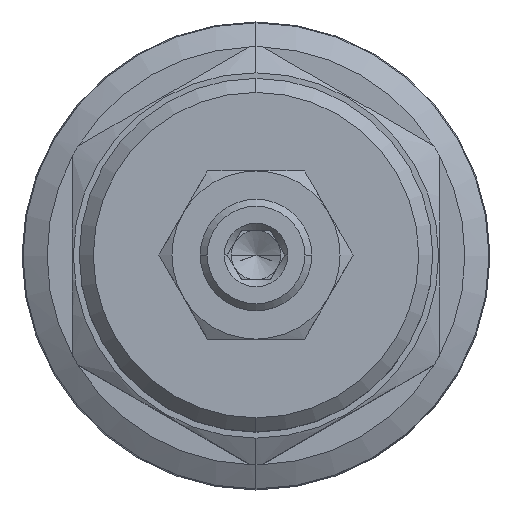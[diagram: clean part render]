
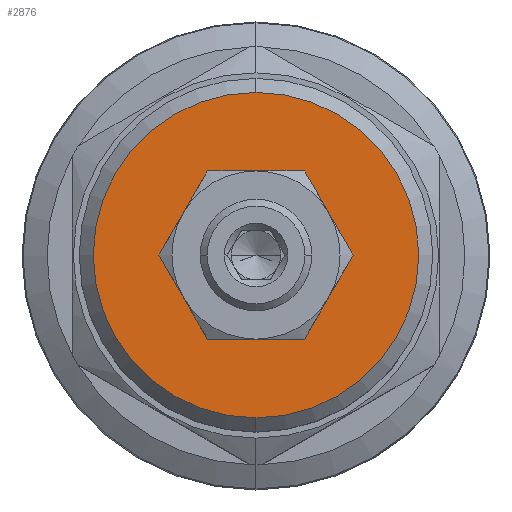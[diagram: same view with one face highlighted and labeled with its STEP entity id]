
A CAD part, top view. The second image highlights one B-rep face of the part: STEP entity #2876.
In plain terms, the highlighted planar face has unit normal (0, 0, 1).
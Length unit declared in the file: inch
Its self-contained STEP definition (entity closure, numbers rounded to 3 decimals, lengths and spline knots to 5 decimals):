
#269=CARTESIAN_POINT('',(0.,0.,5.625));
#270=DIRECTION('',(0.,0.,1.));
#271=DIRECTION('',(0.,-1.,0.));
#272=AXIS2_PLACEMENT_3D('',#269,#270,#271);
#287=CARTESIAN_POINT('',(0.,0.,5.625));
#288=DIRECTION('',(0.,0.,1.));
#289=DIRECTION('',(0.867,-0.498,0.));
#290=AXIS2_PLACEMENT_3D('',#287,#288,#289);
#292=DIRECTION('',(-0.5,0.866,0.));
#293=VECTOR('',#292,0.00179);
#294=CARTESIAN_POINT('',(0.32218,0.18497,5.625));
#295=LINE('',#294,#293);
#296=CARTESIAN_POINT('',(0.,0.,5.625));
#297=DIRECTION('',(0.,0.,1.));
#298=DIRECTION('',(0.865,0.502,0.));
#299=AXIS2_PLACEMENT_3D('',#296,#297,#298);
#301=DIRECTION('',(-1.,0.,0.));
#302=VECTOR('',#301,0.00179);
#303=CARTESIAN_POINT('',(0.0009,0.3715,5.625));
#304=LINE('',#303,#302);
#305=CARTESIAN_POINT('',(0.,0.,5.625));
#306=DIRECTION('',(0.,0.,1.));
#307=DIRECTION('',(-0.002,1.,0.));
#308=AXIS2_PLACEMENT_3D('',#305,#306,#307);
#310=DIRECTION('',(-0.5,-0.866,0.));
#311=VECTOR('',#310,0.00179);
#312=CARTESIAN_POINT('',(-0.32128,0.18653,5.625));
#313=LINE('',#312,#311);
#314=CARTESIAN_POINT('',(0.,0.,5.625));
#315=DIRECTION('',(0.,0.,1.));
#316=DIRECTION('',(-0.867,0.498,0.));
#317=AXIS2_PLACEMENT_3D('',#314,#315,#316);
#319=DIRECTION('',(0.5,-0.866,0.));
#320=VECTOR('',#319,0.00179);
#321=CARTESIAN_POINT('',(-0.32218,-0.18497,5.625));
#322=LINE('',#321,#320);
#323=CARTESIAN_POINT('',(0.,0.,5.625));
#324=DIRECTION('',(0.,0.,1.));
#325=DIRECTION('',(-0.865,-0.502,0.));
#326=AXIS2_PLACEMENT_3D('',#323,#324,#325);
#328=DIRECTION('',(1.,0.,0.));
#329=VECTOR('',#328,0.00179);
#330=CARTESIAN_POINT('',(-0.0009,-0.3715,5.625));
#331=LINE('',#330,#329);
#332=CARTESIAN_POINT('',(0.,0.,5.625));
#333=DIRECTION('',(0.,0.,1.));
#334=DIRECTION('',(0.002,-1.,0.));
#335=AXIS2_PLACEMENT_3D('',#332,#333,#334);
#337=DIRECTION('',(0.5,0.866,0.));
#338=VECTOR('',#337,0.00179);
#339=CARTESIAN_POINT('',(0.32128,-0.18653,5.625));
#340=LINE('',#339,#338);
#341=CARTESIAN_POINT('',(0.,0.,5.625));
#342=DIRECTION('',(0.,0.,1.));
#343=DIRECTION('',(0.,1.,0.));
#344=AXIS2_PLACEMENT_3D('',#341,#342,#343);
#2227=CARTESIAN_POINT('',(0.,0.719,5.625));
#2228=CARTESIAN_POINT('',(0.,-0.719,5.625));
#2229=VERTEX_POINT('',#2227);
#2230=VERTEX_POINT('',#2228);
#2317=CARTESIAN_POINT('',(0.32218,-0.18497,5.625));
#2318=CARTESIAN_POINT('',(0.32218,0.18497,5.625));
#2319=VERTEX_POINT('',#2317);
#2320=VERTEX_POINT('',#2318);
#2321=CARTESIAN_POINT('',(0.32128,0.18653,5.625));
#2322=CARTESIAN_POINT('',(0.0009,0.3715,5.625));
#2323=VERTEX_POINT('',#2321);
#2324=VERTEX_POINT('',#2322);
#2325=CARTESIAN_POINT('',(-0.0009,0.3715,5.625));
#2326=CARTESIAN_POINT('',(-0.32128,0.18653,5.625));
#2327=VERTEX_POINT('',#2325);
#2328=VERTEX_POINT('',#2326);
#2329=CARTESIAN_POINT('',(-0.32218,0.18497,5.625));
#2330=CARTESIAN_POINT('',(-0.32218,-0.18497,5.625));
#2331=VERTEX_POINT('',#2329);
#2332=VERTEX_POINT('',#2330);
#2333=CARTESIAN_POINT('',(-0.32128,-0.18653,5.625));
#2334=CARTESIAN_POINT('',(-0.0009,-0.3715,5.625));
#2335=VERTEX_POINT('',#2333);
#2336=VERTEX_POINT('',#2334);
#2337=CARTESIAN_POINT('',(0.0009,-0.3715,5.625));
#2338=CARTESIAN_POINT('',(0.32128,-0.18653,5.625));
#2339=VERTEX_POINT('',#2337);
#2340=VERTEX_POINT('',#2338);
#2840=CARTESIAN_POINT('',(0.,0.,5.625));
#2841=DIRECTION('',(0.,0.,1.));
#2842=DIRECTION('',(0.,1.,0.));
#2843=AXIS2_PLACEMENT_3D('',#2840,#2841,#2842);
#2844=PLANE('',#2843);
#2845=ORIENTED_EDGE('',*,*,#2830,.F.);
#2847=ORIENTED_EDGE('',*,*,#2846,.F.);
#2848=EDGE_LOOP('',(#2845,#2847));
#2849=FACE_OUTER_BOUND('',#2848,.F.);
#2851=ORIENTED_EDGE('',*,*,#2850,.T.);
#2853=ORIENTED_EDGE('',*,*,#2852,.T.);
#2855=ORIENTED_EDGE('',*,*,#2854,.T.);
#2857=ORIENTED_EDGE('',*,*,#2856,.T.);
#2859=ORIENTED_EDGE('',*,*,#2858,.T.);
#2861=ORIENTED_EDGE('',*,*,#2860,.T.);
#2863=ORIENTED_EDGE('',*,*,#2862,.T.);
#2865=ORIENTED_EDGE('',*,*,#2864,.T.);
#2867=ORIENTED_EDGE('',*,*,#2866,.T.);
#2869=ORIENTED_EDGE('',*,*,#2868,.T.);
#2871=ORIENTED_EDGE('',*,*,#2870,.T.);
#2873=ORIENTED_EDGE('',*,*,#2872,.T.);
#2874=EDGE_LOOP('',(#2851,#2853,#2855,#2857,#2859,#2861,#2863,#2865,#2867,#2869,
#2871,#2873));
#2875=FACE_BOUND('',#2874,.F.);
#2876=ADVANCED_FACE('',(#2849,#2875),#2844,.T.);
#273=CIRCLE('',#272,0.719);
#291=CIRCLE('',#290,0.3715);
#300=CIRCLE('',#299,0.3715);
#309=CIRCLE('',#308,0.3715);
#318=CIRCLE('',#317,0.3715);
#327=CIRCLE('',#326,0.3715);
#336=CIRCLE('',#335,0.3715);
#345=CIRCLE('',#344,0.719);
#2830=EDGE_CURVE('',#2230,#2229,#273,.T.);
#2846=EDGE_CURVE('',#2229,#2230,#345,.T.);
#2850=EDGE_CURVE('',#2319,#2320,#291,.T.);
#2852=EDGE_CURVE('',#2320,#2323,#295,.T.);
#2854=EDGE_CURVE('',#2323,#2324,#300,.T.);
#2856=EDGE_CURVE('',#2324,#2327,#304,.T.);
#2858=EDGE_CURVE('',#2327,#2328,#309,.T.);
#2860=EDGE_CURVE('',#2328,#2331,#313,.T.);
#2862=EDGE_CURVE('',#2331,#2332,#318,.T.);
#2864=EDGE_CURVE('',#2332,#2335,#322,.T.);
#2866=EDGE_CURVE('',#2335,#2336,#327,.T.);
#2868=EDGE_CURVE('',#2336,#2339,#331,.T.);
#2870=EDGE_CURVE('',#2339,#2340,#336,.T.);
#2872=EDGE_CURVE('',#2340,#2319,#340,.T.);
